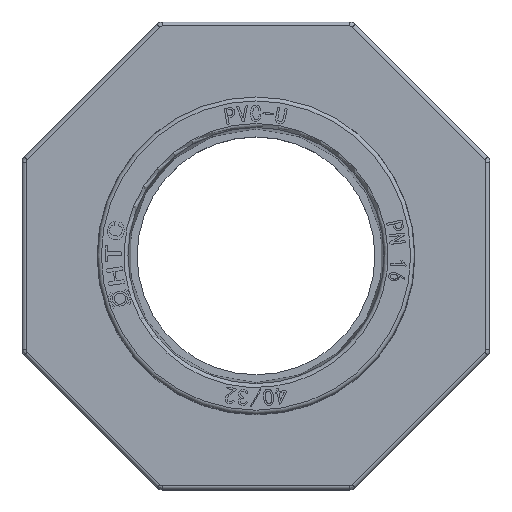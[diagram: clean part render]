
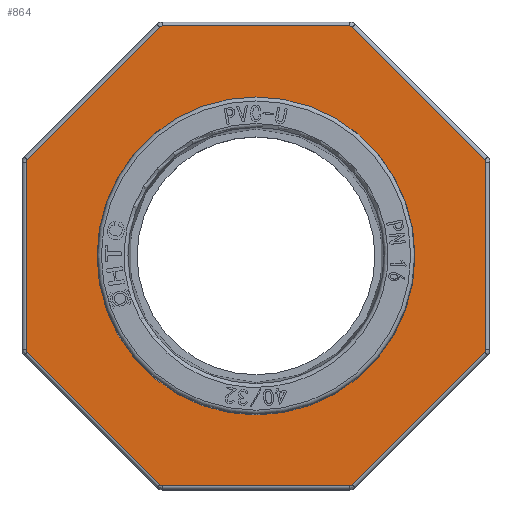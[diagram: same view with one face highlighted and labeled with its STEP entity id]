
A CAD part, top view. The second image highlights one B-rep face of the part: STEP entity #864.
In plain terms, the highlighted planar face has unit normal (0, 0, 1).
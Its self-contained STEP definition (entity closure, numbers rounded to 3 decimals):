
#864=ADVANCED_FACE('',(#3825,#3826),#1591,.T.);
#1591=PLANE('',#13732);
#2299=LINE('',#22356,#3008);
#2300=LINE('',#22360,#3009);
#2301=LINE('',#22364,#3010);
#2302=LINE('',#22368,#3011);
#2303=LINE('',#22372,#3012);
#2304=LINE('',#22376,#3013);
#2305=LINE('',#22380,#3014);
#2306=LINE('',#22384,#3015);
#3008=VECTOR('',#14657,1.);
#3009=VECTOR('',#14660,1.);
#3010=VECTOR('',#14663,1.);
#3011=VECTOR('',#14666,1.);
#3012=VECTOR('',#14669,1.);
#3013=VECTOR('',#14672,1.);
#3014=VECTOR('',#14675,1.);
#3015=VECTOR('',#14678,1.);
#3739=CIRCLE('',#13723,0.5);
#3740=CIRCLE('',#13724,0.5);
#3741=CIRCLE('',#13725,0.5);
#3742=CIRCLE('',#13726,0.5);
#3743=CIRCLE('',#13727,0.5);
#3744=CIRCLE('',#13728,0.5);
#3745=CIRCLE('',#13729,0.5);
#3746=CIRCLE('',#13730,0.5);
#3747=CIRCLE('',#13731,20.049);
#3825=FACE_BOUND('',#3911,.T.);
#3826=FACE_BOUND('',#3912,.T.);
#3911=EDGE_LOOP('',(#5256,#5257,#5258,#5259,#5260,#5261,#5262,#5263,#5264,
#5265,#5266,#5267,#5268,#5269,#5270,#5271));
#3912=EDGE_LOOP('',(#5272));
#5256=ORIENTED_EDGE('',*,*,#10805,.T.);
#5257=ORIENTED_EDGE('',*,*,#10806,.T.);
#5258=ORIENTED_EDGE('',*,*,#10807,.T.);
#5259=ORIENTED_EDGE('',*,*,#10808,.T.);
#5260=ORIENTED_EDGE('',*,*,#10809,.T.);
#5261=ORIENTED_EDGE('',*,*,#10810,.T.);
#5262=ORIENTED_EDGE('',*,*,#10811,.T.);
#5263=ORIENTED_EDGE('',*,*,#10812,.T.);
#5264=ORIENTED_EDGE('',*,*,#10813,.T.);
#5265=ORIENTED_EDGE('',*,*,#10814,.T.);
#5266=ORIENTED_EDGE('',*,*,#10815,.T.);
#5267=ORIENTED_EDGE('',*,*,#10816,.T.);
#5268=ORIENTED_EDGE('',*,*,#10817,.T.);
#5269=ORIENTED_EDGE('',*,*,#10818,.T.);
#5270=ORIENTED_EDGE('',*,*,#10819,.T.);
#5271=ORIENTED_EDGE('',*,*,#10820,.T.);
#5272=ORIENTED_EDGE('',*,*,#10821,.F.);
#9386=VERTEX_POINT('',#22354);
#9387=VERTEX_POINT('',#22355);
#9388=VERTEX_POINT('',#22357);
#9389=VERTEX_POINT('',#22359);
#9390=VERTEX_POINT('',#22361);
#9391=VERTEX_POINT('',#22363);
#9392=VERTEX_POINT('',#22365);
#9393=VERTEX_POINT('',#22367);
#9394=VERTEX_POINT('',#22369);
#9395=VERTEX_POINT('',#22371);
#9396=VERTEX_POINT('',#22373);
#9397=VERTEX_POINT('',#22375);
#9398=VERTEX_POINT('',#22377);
#9399=VERTEX_POINT('',#22379);
#9400=VERTEX_POINT('',#22381);
#9401=VERTEX_POINT('',#22383);
#9402=VERTEX_POINT('',#22386);
#10805=EDGE_CURVE('',#9386,#9387,#3739,.T.);
#10806=EDGE_CURVE('',#9387,#9388,#2299,.T.);
#10807=EDGE_CURVE('',#9388,#9389,#3740,.T.);
#10808=EDGE_CURVE('',#9389,#9390,#2300,.T.);
#10809=EDGE_CURVE('',#9390,#9391,#3741,.T.);
#10810=EDGE_CURVE('',#9391,#9392,#2301,.T.);
#10811=EDGE_CURVE('',#9392,#9393,#3742,.T.);
#10812=EDGE_CURVE('',#9393,#9394,#2302,.T.);
#10813=EDGE_CURVE('',#9394,#9395,#3743,.T.);
#10814=EDGE_CURVE('',#9395,#9396,#2303,.T.);
#10815=EDGE_CURVE('',#9396,#9397,#3744,.T.);
#10816=EDGE_CURVE('',#9397,#9398,#2304,.T.);
#10817=EDGE_CURVE('',#9398,#9399,#3745,.T.);
#10818=EDGE_CURVE('',#9399,#9400,#2305,.T.);
#10819=EDGE_CURVE('',#9400,#9401,#3746,.T.);
#10820=EDGE_CURVE('',#9401,#9386,#2306,.T.);
#10821=EDGE_CURVE('',#9402,#9402,#3747,.T.);
#13723=AXIS2_PLACEMENT_3D('',#22353,#14655,#14656);
#13724=AXIS2_PLACEMENT_3D('',#22358,#14658,#14659);
#13725=AXIS2_PLACEMENT_3D('',#22362,#14661,#14662);
#13726=AXIS2_PLACEMENT_3D('',#22366,#14664,#14665);
#13727=AXIS2_PLACEMENT_3D('',#22370,#14667,#14668);
#13728=AXIS2_PLACEMENT_3D('',#22374,#14670,#14671);
#13729=AXIS2_PLACEMENT_3D('',#22378,#14673,#14674);
#13730=AXIS2_PLACEMENT_3D('',#22382,#14676,#14677);
#13731=AXIS2_PLACEMENT_3D('',#22385,#14679,#14680);
#13732=AXIS2_PLACEMENT_3D('',#22387,#14681,#14682);
#14655=DIRECTION('',(0.,0.,1.));
#14656=DIRECTION('',(0.,1.,0.));
#14657=DIRECTION('',(-1.,0.,0.));
#14658=DIRECTION('',(0.,0.,1.));
#14659=DIRECTION('',(0.,1.,0.));
#14660=DIRECTION('',(-0.707,-0.707,0.));
#14661=DIRECTION('',(0.,0.,1.));
#14662=DIRECTION('',(0.,1.,0.));
#14663=DIRECTION('',(0.,-1.,0.));
#14664=DIRECTION('',(0.,0.,1.));
#14665=DIRECTION('',(0.,1.,0.));
#14666=DIRECTION('',(0.707,-0.707,0.));
#14667=DIRECTION('',(0.,0.,1.));
#14668=DIRECTION('',(0.,1.,0.));
#14669=DIRECTION('',(1.,0.,0.));
#14670=DIRECTION('',(0.,0.,1.));
#14671=DIRECTION('',(0.,1.,0.));
#14672=DIRECTION('',(0.707,0.707,0.));
#14673=DIRECTION('',(0.,0.,1.));
#14674=DIRECTION('',(0.,1.,0.));
#14675=DIRECTION('',(0.,1.,0.));
#14676=DIRECTION('',(0.,0.,1.));
#14677=DIRECTION('',(0.,1.,0.));
#14678=DIRECTION('',(-0.707,0.707,0.));
#14679=DIRECTION('',(0.,0.,1.));
#14680=DIRECTION('',(1.,0.,0.));
#14681=DIRECTION('',(0.,0.,1.));
#14682=DIRECTION('',(0.,1.,0.));
#22353=CARTESIAN_POINT('',(200.805,559.,19.004));
#22354=CARTESIAN_POINT('',(201.159,559.354,19.004));
#22355=CARTESIAN_POINT('',(200.805,559.5,19.004));
#22356=CARTESIAN_POINT('',(338.5,559.5,19.004));
#22357=CARTESIAN_POINT('',(177.195,559.5,19.004));
#22358=CARTESIAN_POINT('',(177.195,559.,19.004));
#22359=CARTESIAN_POINT('',(176.841,559.354,19.004));
#22360=CARTESIAN_POINT('',(44.744,427.256,19.004));
#22361=CARTESIAN_POINT('',(160.146,542.659,19.004));
#22362=CARTESIAN_POINT('',(160.5,542.305,19.004));
#22363=CARTESIAN_POINT('',(160.,542.305,19.004));
#22364=CARTESIAN_POINT('',(160.,133.5,19.004));
#22365=CARTESIAN_POINT('',(160.,518.695,19.004));
#22366=CARTESIAN_POINT('',(160.5,518.695,19.004));
#22367=CARTESIAN_POINT('',(160.146,518.341,19.004));
#22368=CARTESIAN_POINT('',(441.744,236.744,19.004));
#22369=CARTESIAN_POINT('',(176.841,501.646,19.004));
#22370=CARTESIAN_POINT('',(177.195,502.,19.004));
#22371=CARTESIAN_POINT('',(177.195,501.5,19.004));
#22372=CARTESIAN_POINT('',(338.5,501.5,19.004));
#22373=CARTESIAN_POINT('',(200.805,501.5,19.004));
#22374=CARTESIAN_POINT('',(200.805,502.,19.004));
#22375=CARTESIAN_POINT('',(201.159,501.646,19.004));
#22376=CARTESIAN_POINT('',(85.756,386.244,19.004));
#22377=CARTESIAN_POINT('',(217.854,518.341,19.004));
#22378=CARTESIAN_POINT('',(217.5,518.695,19.004));
#22379=CARTESIAN_POINT('',(218.,518.695,19.004));
#22380=CARTESIAN_POINT('',(218.,133.5,19.004));
#22381=CARTESIAN_POINT('',(218.,542.305,19.004));
#22382=CARTESIAN_POINT('',(217.5,542.305,19.004));
#22383=CARTESIAN_POINT('',(217.854,542.659,19.004));
#22384=CARTESIAN_POINT('',(482.756,277.756,19.004));
#22385=CARTESIAN_POINT('',(189.,530.5,19.004));
#22386=CARTESIAN_POINT('',(209.049,530.5,19.004));
#22387=CARTESIAN_POINT('',(338.5,133.5,19.004));
